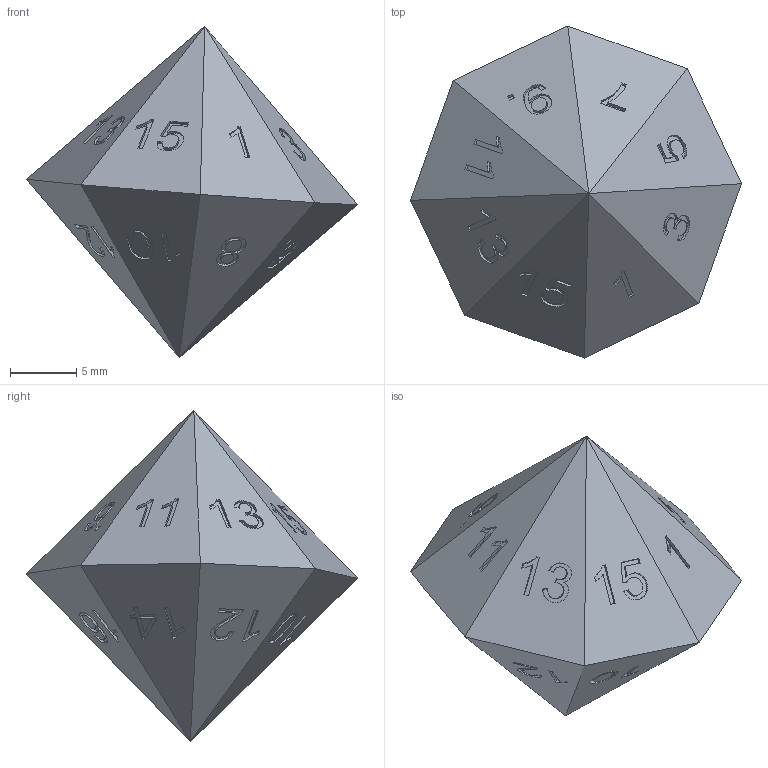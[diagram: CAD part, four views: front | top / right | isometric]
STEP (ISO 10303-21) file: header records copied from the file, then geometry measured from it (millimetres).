
FILE_DESCRIPTION(('HOOPS Exchange Step'),'2;1');
FILE_NAME('temp_export','2024-08-14T14:50:04+08:00',('sharma21'),('Shapr3D Limited'),'HOOPS Exchange 2024.2','Shapr3D','Authorized');
FILE_SCHEMA( ('AP242_MANAGED_MODEL_BASED_3D_ENGINEERING_MIM_LF {1 0 10303 442 1 1 4 }') );
Length unit declared in the file: millimetre
Products named in the file (1): root
Bounding box: 24.9 x 24.97 x 24.92 mm (x, y, z)
Volume: 3673.7 mm3; surface area: 1358.5 mm2
Topology: 1 solids, 1 shells, 240 faces, 597 edges, 392 vertices
Faces by surface type: plane 166, bspline 74
Entity records: 10125 total; most frequent: CARTESIAN_POINT 4881, ORIENTED_EDGE 1194, DIRECTION 785, EDGE_CURVE 597, VECTOR 449, LINE 449, VERTEX_POINT 392, EDGE_LOOP 273
